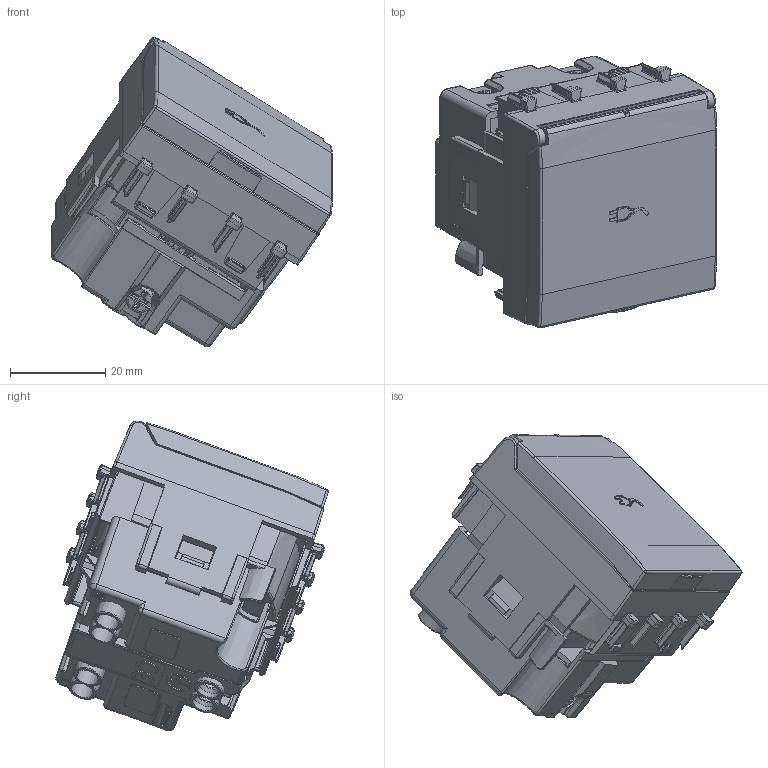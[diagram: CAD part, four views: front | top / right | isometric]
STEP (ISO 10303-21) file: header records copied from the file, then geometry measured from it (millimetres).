
FILE_DESCRIPTION(('CATIA V5 STEP Exchange'),'2;1');
FILE_NAME('441090TSS.stp','2024-03-06T09:43:41+00:00',('none'),('none'),'CATIA Version 5-6 Release 2016 SP6','CATIA V5 STEP AP203','none');
FILE_SCHEMA(('CONFIG_CONTROL_DESIGN'));
Products named in the file (1): 441090TSS
Assembly tree (16 placements, depth 2):
  441090TSS
    #57
    #10711
    #11583  x3
    #13496  x3
    #14362
    #56549
    #124650
    #154784  x2
    #167120
    #202924
    #211277
Bounding box: 58.88 x 57.1 x 64.94 mm (x, y, z)
Volume: 27259.8 mm3; surface area: 44565.2 mm2
Topology: 15 solids, 15 shells, 5767 faces, 14835 edges, 8798 vertices
Faces by surface type: plane 2354, cylinder 1845, bspline 654, cone 319, sphere 305, torus 274, revolution 16
Entity records: 211283 total; most frequent: CARTESIAN_POINT 101424, ORIENTED_EDGE 26064, DIRECTION 16457, EDGE_CURVE 13032, VERTEX_POINT 7887, AXIS2_PLACEMENT_3D 6293, VECTOR 6263, LINE 6263
